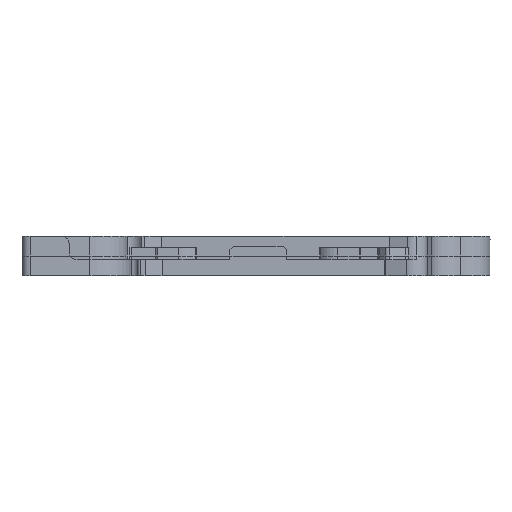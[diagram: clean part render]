
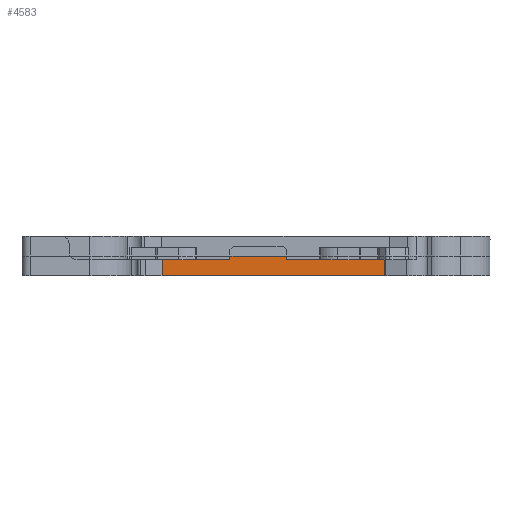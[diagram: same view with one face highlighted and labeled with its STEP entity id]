
A CAD part, front view. The second image highlights one B-rep face of the part: STEP entity #4583.
In plain terms, the highlighted planar face has unit normal (0, -1, 0).
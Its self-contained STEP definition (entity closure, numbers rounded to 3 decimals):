
#379 = DIRECTION ( 'NONE',  ( 1., 0., 0. ) ) ;
#749 = EDGE_CURVE ( 'NONE', #21224, #20128, #18553, .T. ) ;
#1044 = CARTESIAN_POINT ( 'NONE',  ( -71.485, -13.918, 34.809 ) ) ;
#1095 = VERTEX_POINT ( 'NONE', #2557 ) ;
#1212 = CARTESIAN_POINT ( 'NONE',  ( -52.273, -13.918, 34.809 ) ) ;
#1383 = DIRECTION ( 'NONE',  ( 1., 0., 0. ) ) ;
#1740 = VERTEX_POINT ( 'NONE', #13292 ) ;
#1883 = VECTOR ( 'NONE', #1383, 1000. ) ;
#2123 = VERTEX_POINT ( 'NONE', #6843 ) ;
#2330 = LINE ( 'NONE', #14801, #8851 ) ;
#2342 = VERTEX_POINT ( 'NONE', #19932 ) ;
#2343 = LINE ( 'NONE', #8788, #15674 ) ;
#2416 = EDGE_CURVE ( 'NONE', #1095, #2342, #2343, .T. ) ;
#2557 = CARTESIAN_POINT ( 'NONE',  ( -64.494, -13.918, 34.809 ) ) ;
#2968 = VECTOR ( 'NONE', #8044, 1000. ) ;
#3826 = ORIENTED_EDGE ( 'NONE', *, *, #8795, .F. ) ;
#3942 = DIRECTION ( 'NONE',  ( 0., 0., -1. ) ) ;
#4186 = AXIS2_PLACEMENT_3D ( 'NONE', #20539, #20460, #19560 ) ;
#4276 = EDGE_CURVE ( 'NONE', #20128, #6806, #10903, .T. ) ;
#4583 = ADVANCED_FACE ( 'NONE', ( #8703 ), #21392, .F. ) ;
#5163 = CARTESIAN_POINT ( 'NONE',  ( -79.911, -13.918, 34.809 ) ) ;
#5180 = EDGE_CURVE ( 'NONE', #22947, #1095, #12927, .T. ) ;
#5748 = EDGE_CURVE ( 'NONE', #18887, #21168, #2330, .T. ) ;
#5777 = ORIENTED_EDGE ( 'NONE', *, *, #11524, .T. ) ;
#5843 = VECTOR ( 'NONE', #379, 1000. ) ;
#6806 = VERTEX_POINT ( 'NONE', #9752 ) ;
#6843 = CARTESIAN_POINT ( 'NONE',  ( -79.911, -13.918, 32.809 ) ) ;
#6888 = DIRECTION ( 'NONE',  ( 0., 0., -1. ) ) ;
#6899 = DIRECTION ( 'NONE',  ( 0., 0., -1. ) ) ;
#6942 = CARTESIAN_POINT ( 'NONE',  ( -71.485, -13.918, 35.284 ) ) ;
#7155 = DIRECTION ( 'NONE',  ( 1., 0., 0. ) ) ;
#8044 = DIRECTION ( 'NONE',  ( 1., 0., 0. ) ) ;
#8265 = ORIENTED_EDGE ( 'NONE', *, *, #13846, .F. ) ;
#8361 = VECTOR ( 'NONE', #19768, 1000. ) ;
#8703 = FACE_OUTER_BOUND ( 'NONE', #12118, .T. ) ;
#8788 = CARTESIAN_POINT ( 'NONE',  ( -79.911, -13.918, 34.809 ) ) ;
#8795 = EDGE_CURVE ( 'NONE', #17029, #1740, #11767, .T. ) ;
#8851 = VECTOR ( 'NONE', #3942, 1000. ) ;
#9752 = CARTESIAN_POINT ( 'NONE',  ( -51.585, -13.918, 32.809 ) ) ;
#10192 = ORIENTED_EDGE ( 'NONE', *, *, #18207, .T. ) ;
#10200 = ORIENTED_EDGE ( 'NONE', *, *, #5180, .F. ) ;
#10630 = LINE ( 'NONE', #14816, #5843 ) ;
#10903 = LINE ( 'NONE', #22391, #15144 ) ;
#11208 = LINE ( 'NONE', #15889, #15456 ) ;
#11524 = EDGE_CURVE ( 'NONE', #2123, #6806, #16343, .T. ) ;
#11767 = LINE ( 'NONE', #5163, #16616 ) ;
#11781 = CARTESIAN_POINT ( 'NONE',  ( -79.911, -13.918, 34.809 ) ) ;
#12118 = EDGE_LOOP ( 'NONE', ( #8265, #14261, #15844, #3826, #10192, #5777, #14779, #14546, #22629, #16646, #10200 ) ) ;
#12343 = DIRECTION ( 'NONE',  ( 1., 0., 0. ) ) ;
#12927 = LINE ( 'NONE', #15994, #14889 ) ;
#13231 = CARTESIAN_POINT ( 'NONE',  ( -79.911, -13.918, 35.284 ) ) ;
#13292 = CARTESIAN_POINT ( 'NONE',  ( -76.221, -13.918, 34.809 ) ) ;
#13397 = VECTOR ( 'NONE', #15040, 1000. ) ;
#13846 = EDGE_CURVE ( 'NONE', #18887, #22947, #13961, .T. ) ;
#13961 = LINE ( 'NONE', #13231, #13397 ) ;
#14261 = ORIENTED_EDGE ( 'NONE', *, *, #5748, .T. ) ;
#14546 = ORIENTED_EDGE ( 'NONE', *, *, #749, .F. ) ;
#14779 = ORIENTED_EDGE ( 'NONE', *, *, #4276, .F. ) ;
#14801 = CARTESIAN_POINT ( 'NONE',  ( -71.485, -13.918, 36.509 ) ) ;
#14816 = CARTESIAN_POINT ( 'NONE',  ( -79.911, -13.918, 34.809 ) ) ;
#14889 = VECTOR ( 'NONE', #6899, 1000. ) ;
#15040 = DIRECTION ( 'NONE',  ( 1., 0., 0. ) ) ;
#15144 = VECTOR ( 'NONE', #21389, 1000. ) ;
#15456 = VECTOR ( 'NONE', #6888, 1000. ) ;
#15674 = VECTOR ( 'NONE', #7155, 1000. ) ;
#15844 = ORIENTED_EDGE ( 'NONE', *, *, #22649, .F. ) ;
#15889 = CARTESIAN_POINT ( 'NONE',  ( -79.911, -13.918, 37.809 ) ) ;
#15994 = CARTESIAN_POINT ( 'NONE',  ( -64.494, -13.918, 36.509 ) ) ;
#16343 = LINE ( 'NONE', #21154, #1883 ) ;
#16616 = VECTOR ( 'NONE', #12343, 1000. ) ;
#16646 = ORIENTED_EDGE ( 'NONE', *, *, #2416, .F. ) ;
#17029 = VERTEX_POINT ( 'NONE', #11781 ) ;
#17887 = EDGE_CURVE ( 'NONE', #2342, #21224, #10630, .T. ) ;
#18207 = EDGE_CURVE ( 'NONE', #17029, #2123, #11208, .T. ) ;
#18553 = LINE ( 'NONE', #20741, #8361 ) ;
#18887 = VERTEX_POINT ( 'NONE', #6942 ) ;
#19560 = DIRECTION ( 'NONE',  ( -1., 0., 0. ) ) ;
#19768 = DIRECTION ( 'NONE',  ( 1., 0., 0. ) ) ;
#19932 = CARTESIAN_POINT ( 'NONE',  ( -59.758, -13.918, 34.809 ) ) ;
#20128 = VERTEX_POINT ( 'NONE', #21434 ) ;
#20460 = DIRECTION ( 'NONE',  ( 0., 1., 0. ) ) ;
#20539 = CARTESIAN_POINT ( 'NONE',  ( -79.911, -13.918, 37.809 ) ) ;
#20673 = CARTESIAN_POINT ( 'NONE',  ( -79.911, -13.918, 34.809 ) ) ;
#20741 = CARTESIAN_POINT ( 'NONE',  ( -79.911, -13.918, 34.809 ) ) ;
#21154 = CARTESIAN_POINT ( 'NONE',  ( -79.911, -13.918, 32.809 ) ) ;
#21168 = VERTEX_POINT ( 'NONE', #1044 ) ;
#21224 = VERTEX_POINT ( 'NONE', #1212 ) ;
#21389 = DIRECTION ( 'NONE',  ( 0., 0., -1. ) ) ;
#21392 = PLANE ( 'NONE',  #4186 ) ;
#21434 = CARTESIAN_POINT ( 'NONE',  ( -51.585, -13.918, 34.809 ) ) ;
#21607 = CARTESIAN_POINT ( 'NONE',  ( -64.494, -13.918, 35.284 ) ) ;
#21635 = LINE ( 'NONE', #20673, #2968 ) ;
#22391 = CARTESIAN_POINT ( 'NONE',  ( -51.585, -13.918, 37.809 ) ) ;
#22629 = ORIENTED_EDGE ( 'NONE', *, *, #17887, .F. ) ;
#22649 = EDGE_CURVE ( 'NONE', #1740, #21168, #21635, .T. ) ;
#22947 = VERTEX_POINT ( 'NONE', #21607 ) ;
